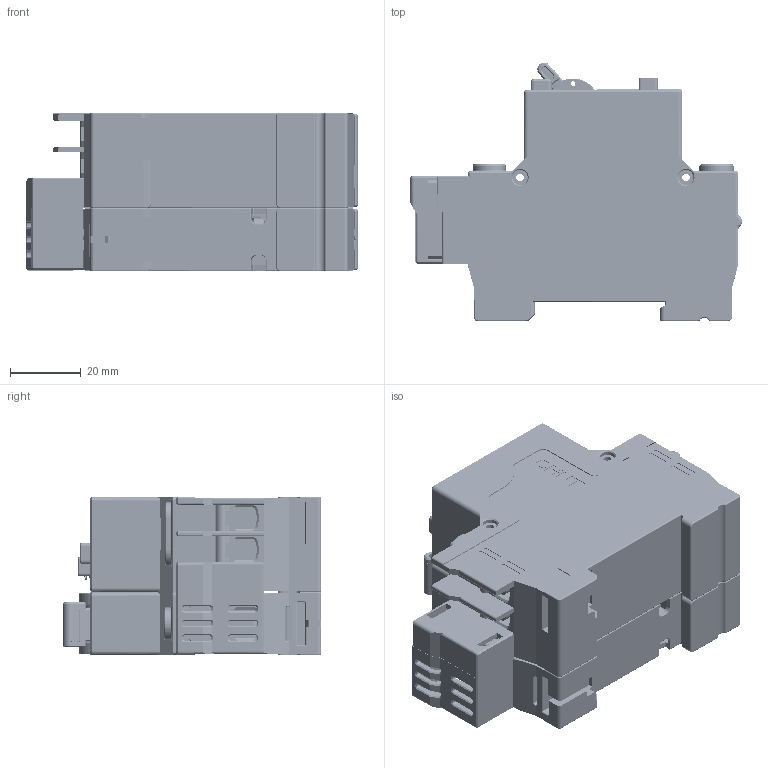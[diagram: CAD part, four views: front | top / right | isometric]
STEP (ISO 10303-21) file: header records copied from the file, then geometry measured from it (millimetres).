
FILE_DESCRIPTION((''),'2;1');
FILE_NAME('NXBLE-32_1P_N_ASM','2024-05-24T13:47:50',('gxyu'),(''),'CREO PARAMETRIC BY PTC INC, 2020044','CREO PARAMETRIC BY PTC INC, 2020044','');
FILE_SCHEMA(('CONFIG_CONTROL_DESIGN','SHAPE_APPEARANCE_LAYERS_GROUPS'));
Products named in the file (47): 8022L1617_1_1; 8235L1606_1_1; 8ZTD_282_119_1_1; 8441L1604_1_1; 5ZTD_526_056_3_ASM_1_ASM_1_ASM; 8253L1633_1_1; 8ZTD_282_120_1_1; 8ZTD_574_438_1_1; 8ZTD_907_040_1_1; 8ZTD574029_1_1; 5ZTD_574_072_AF0_ASM_1_ASM_1_ASM; 8051L1623_1_1; 5ZTD_574_072_AF1_ASM_1_ASM_1_ASM; 8315L1638_1_1; 8ZTD_904_124_1_1; 8ZTD_574_439_1_1; 5ZTD-574-003_ASM_1_1; 8ZTD_022_589D_1_1; 8ZTD_315_1126D_1_1; 8ZTD253641_1_1; 8ZTD_742_2091_1_1; 8ZT616003_1_1; 8ZT232004_1_1; 8ZT_941_035_1_1; 8ZT_909_033_1_1; 5ZT_239_006_ASM_1_ASM_1_ASM; 8ZTD_574_409_1_1; 8ZTD_907_035_1_1; 5ZTD_574_308_ASM_1_ASM_1_ASM; 8ZT233362_1_1; 8ZT_231_017_1_1; 8ZTD2881241_1_1; 8ZTD043827_1_1; 8ZTD775153_1_1; 8ZT235005_1_1; 8ZTD2821027_AF0_1_1; 8ZTD615459_1_1; 8ZTD615458_1_1; 5ZTD615613_ASM_1_ASM_1_ASM; 6ZTD_225_192_ASM_1_ASM_1_ASM ...
Assembly tree (54 placements, depth 6):
  NXBLE-32_1P_N_ASM
    6229L1642_ASM_ASM_1_ASM
      6229L1642_ASM_1_ASM_1_ASM
        8022L1617_1_1
        8235L1606_1_1
        8ZTD_282_119_1_1
        8441L1604_1_1
        5ZTD_526_056_3_ASM_1_ASM_1_ASM
        8253L1633_1_1
        8ZTD_282_120_1_1
        8ZTD_574_438_1_1  x2
        5ZTD_574_072_AF0_ASM_1_ASM_1_ASM
          8ZTD_907_040_1_1
          8ZTD574029_1_1
        8051L1623_1_1
        5ZTD_574_072_AF1_ASM_1_ASM_1_ASM
          8ZTD_907_040_1_1
          8ZTD574029_1_1
        8315L1638_1_1
        8ZTD_904_124_1_1  x3
        8ZTD_574_439_1_1
        5ZTD-574-003_ASM_1_1
        6ZTD_225_192_ASM_1_ASM_1_ASM
          8ZTD_022_589D_1_1
          8ZTD_315_1126D_1_1
          8ZTD253641_1_1
          8ZTD_742_2091_1_1  x2
          8ZT616003_1_1  x2
          8ZT232004_1_1
          5ZT_239_006_ASM_1_ASM_1_ASM
            8ZT_941_035_1_1
            8ZT_909_033_1_1
          5ZTD_574_308_ASM_1_ASM_1_ASM  x2
            8ZTD_574_409_1_1
            8ZTD_907_035_1_1
          8ZT233362_1_1
          8ZT_231_017_1_1
          8ZTD2881241_1_1
          8ZTD043827_1_1
          5ZTD615613_ASM_1_ASM_1_ASM
            8ZTD775153_1_1
            8ZT235005_1_1
            8ZTD2821027_AF0_1_1
            8ZTD615459_1_1
            8ZTD615458_1_1
        8ZTD_810_020_1_1
      5ZTD_574_308_ASM_3_ASM
        8ZTD_574_409_3
        8ZTD_907_035_3
Bounding box: 94.1 x 73.28 x 44.9 mm (x, y, z)
Volume: 59307.2 mm3; surface area: 93847.5 mm2
Topology: 44 solids, 50 shells, 5573 faces, 15804 edges, 10382 vertices
Faces by surface type: plane 3304, cylinder 1503, cone 309, bspline 166, torus 144, extrusion 120, sphere 27
Entity records: 224042 total; most frequent: CARTESIAN_POINT 62624, ORIENTED_EDGE 28776, DIRECTION 27156, EDGE_CURVE 14396, VECTOR 9686, LINE 9572, VERTEX_POINT 9499, AXIS2_PLACEMENT_3D 8735
